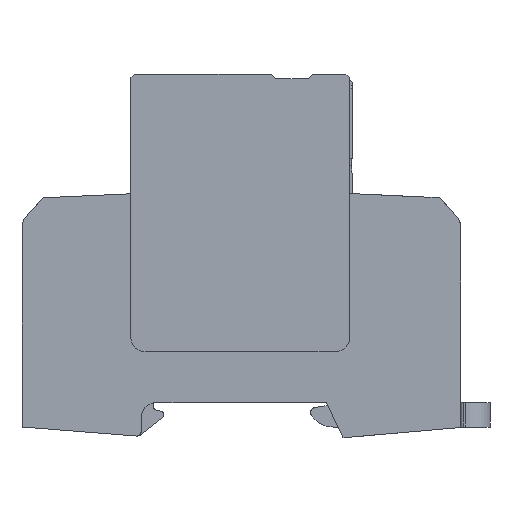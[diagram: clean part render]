
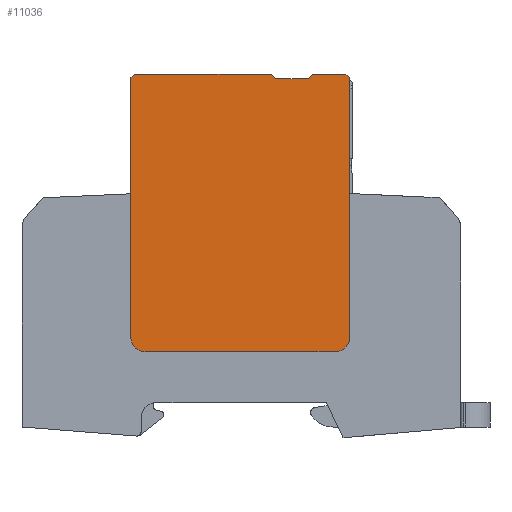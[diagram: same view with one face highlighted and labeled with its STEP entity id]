
A CAD part, left-side view. The second image highlights one B-rep face of the part: STEP entity #11036.
In plain terms, the highlighted planar face has unit normal (-1, 0, 0).
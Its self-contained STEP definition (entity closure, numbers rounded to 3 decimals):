
#10939=AXIS2_PLACEMENT_3D('Plane Axis2P3D',#10936,#10937,#10938) ;
#10754=CARTESIAN_POINT('Vertex',(0.,44.06,73.853)) ;
#10768=CARTESIAN_POINT('Vertex',(0.,44.96,74.753)) ;
#10771=CARTESIAN_POINT('Line Origine',(0.,44.51,74.303)) ;
#10909=CARTESIAN_POINT('Line Origine',(0.,73.485,74.378)) ;
#10913=CARTESIAN_POINT('Vertex',(0.,73.86,74.003)) ;
#10915=CARTESIAN_POINT('Vertex',(0.,73.11,74.753)) ;
#10936=CARTESIAN_POINT('Axis2P3D Location',(0.,72.86,17.703)) ;
#10942=CARTESIAN_POINT('Control Point',(0.,73.86,74.003)) ;
#10943=CARTESIAN_POINT('Control Point',(0.,73.86,63.343)) ;
#10944=CARTESIAN_POINT('Control Point',(0.,73.86,52.683)) ;
#10945=CARTESIAN_POINT('Control Point',(0.,73.86,42.023)) ;
#10946=CARTESIAN_POINT('Control Point',(0.,73.86,31.363)) ;
#10947=CARTESIAN_POINT('Control Point',(0.,73.86,20.703)) ;
#10948=CARTESIAN_POINT('Vertex',(0.,73.86,20.703)) ;
#10952=CARTESIAN_POINT('Control Point',(0.,73.86,20.703)) ;
#10953=CARTESIAN_POINT('Control Point',(0.,73.86,19.76)) ;
#10954=CARTESIAN_POINT('Control Point',(0.,73.491,18.817)) ;
#10955=CARTESIAN_POINT('Control Point',(0.,72.746,18.072)) ;
#10956=CARTESIAN_POINT('Control Point',(0.,71.803,17.703)) ;
#10957=CARTESIAN_POINT('Control Point',(0.,70.86,17.703)) ;
#10958=CARTESIAN_POINT('Vertex',(0.,70.86,17.703)) ;
#10962=CARTESIAN_POINT('Control Point',(0.,70.86,17.703)) ;
#10963=CARTESIAN_POINT('Control Point',(0.,63.06,17.703)) ;
#10964=CARTESIAN_POINT('Control Point',(0.,55.26,17.703)) ;
#10965=CARTESIAN_POINT('Control Point',(0.,47.46,17.703)) ;
#10966=CARTESIAN_POINT('Control Point',(0.,39.66,17.703)) ;
#10967=CARTESIAN_POINT('Control Point',(0.,31.86,17.703)) ;
#10968=CARTESIAN_POINT('Vertex',(0.,31.86,17.703)) ;
#10972=CARTESIAN_POINT('Control Point',(0.,31.86,17.703)) ;
#10973=CARTESIAN_POINT('Control Point',(0.,30.918,17.703)) ;
#10974=CARTESIAN_POINT('Control Point',(0.,29.975,18.072)) ;
#10975=CARTESIAN_POINT('Control Point',(0.,29.229,18.817)) ;
#10976=CARTESIAN_POINT('Control Point',(0.,28.86,19.76)) ;
#10977=CARTESIAN_POINT('Control Point',(0.,28.86,20.703)) ;
#10978=CARTESIAN_POINT('Vertex',(0.,28.86,20.703)) ;
#10982=CARTESIAN_POINT('Control Point',(0.,28.86,20.703)) ;
#10983=CARTESIAN_POINT('Control Point',(0.,28.86,31.363)) ;
#10984=CARTESIAN_POINT('Control Point',(0.,28.86,42.023)) ;
#10985=CARTESIAN_POINT('Control Point',(0.,28.86,52.683)) ;
#10986=CARTESIAN_POINT('Control Point',(0.,28.86,63.343)) ;
#10987=CARTESIAN_POINT('Control Point',(0.,28.86,74.003)) ;
#10988=CARTESIAN_POINT('Vertex',(0.,28.86,74.003)) ;
#10991=CARTESIAN_POINT('Line Origine',(0.,29.235,74.378)) ;
#10995=CARTESIAN_POINT('Vertex',(0.,29.61,74.753)) ;
#10998=CARTESIAN_POINT('Line Origine',(0.,33.035,74.753)) ;
#11002=CARTESIAN_POINT('Vertex',(0.,36.46,74.753)) ;
#11005=CARTESIAN_POINT('Line Origine',(0.,36.91,74.303)) ;
#11009=CARTESIAN_POINT('Vertex',(0.,37.36,73.853)) ;
#11012=CARTESIAN_POINT('Line Origine',(0.,40.71,73.853)) ;
#11017=CARTESIAN_POINT('Line Origine',(0.,59.035,74.753)) ;
#10772=DIRECTION('Vector Direction',(0.,0.707,0.707)) ;
#10910=DIRECTION('Vector Direction',(0.,-0.707,0.707)) ;
#10937=DIRECTION('Axis2P3D Direction',(-1.,0.,0.)) ;
#10938=DIRECTION('Axis2P3D XDirection',(0.,1.,0.)) ;
#10992=DIRECTION('Vector Direction',(0.,-0.707,-0.707)) ;
#10999=DIRECTION('Vector Direction',(0.,1.,0.)) ;
#11006=DIRECTION('Vector Direction',(0.,0.707,-0.707)) ;
#11013=DIRECTION('Vector Direction',(0.,1.,0.)) ;
#11018=DIRECTION('Vector Direction',(0.,1.,0.)) ;
#10773=VECTOR('Line Direction',#10772,1.) ;
#10911=VECTOR('Line Direction',#10910,1.) ;
#10993=VECTOR('Line Direction',#10992,1.) ;
#11000=VECTOR('Line Direction',#10999,1.) ;
#11007=VECTOR('Line Direction',#11006,1.) ;
#11014=VECTOR('Line Direction',#11013,1.) ;
#11019=VECTOR('Line Direction',#11018,1.) ;
#11023=ORIENTED_EDGE('',*,*,#10950,.T.) ;
#11024=ORIENTED_EDGE('',*,*,#10960,.T.) ;
#11025=ORIENTED_EDGE('',*,*,#10970,.T.) ;
#11026=ORIENTED_EDGE('',*,*,#10980,.T.) ;
#11027=ORIENTED_EDGE('',*,*,#10990,.T.) ;
#11028=ORIENTED_EDGE('',*,*,#10997,.F.) ;
#11029=ORIENTED_EDGE('',*,*,#11004,.T.) ;
#11030=ORIENTED_EDGE('',*,*,#11011,.T.) ;
#11031=ORIENTED_EDGE('',*,*,#11016,.T.) ;
#11032=ORIENTED_EDGE('',*,*,#10775,.T.) ;
#11033=ORIENTED_EDGE('',*,*,#11021,.T.) ;
#11034=ORIENTED_EDGE('',*,*,#10917,.F.) ;
#11036=ADVANCED_FACE('ABLEITER_1',(#11035),#10940,.T.) ;
#10941=B_SPLINE_CURVE_WITH_KNOTS('',5,(#10942,#10943,#10944,#10945,#10946,#10947),.UNSPECIFIED.,.F.,.U.,(6,6),(0.65,53.95),.UNSPECIFIED.) ;
#10951=B_SPLINE_CURVE_WITH_KNOTS('',5,(#10952,#10953,#10954,#10955,#10956,#10957),.UNSPECIFIED.,.F.,.U.,(6,6),(0.,4.965),.UNSPECIFIED.) ;
#10961=B_SPLINE_CURVE_WITH_KNOTS('',5,(#10962,#10963,#10964,#10965,#10966,#10967),.UNSPECIFIED.,.F.,.U.,(6,6),(0.,39.),.UNSPECIFIED.) ;
#10971=B_SPLINE_CURVE_WITH_KNOTS('',5,(#10972,#10973,#10974,#10975,#10976,#10977),.UNSPECIFIED.,.F.,.U.,(6,6),(0.,4.965),.UNSPECIFIED.) ;
#10981=B_SPLINE_CURVE_WITH_KNOTS('',5,(#10982,#10983,#10984,#10985,#10986,#10987),.UNSPECIFIED.,.F.,.U.,(6,6),(0.,53.3),.UNSPECIFIED.) ;
#10775=EDGE_CURVE('',#10755,#10769,#10774,.T.) ;
#10917=EDGE_CURVE('',#10914,#10916,#10912,.T.) ;
#10950=EDGE_CURVE('',#10914,#10949,#10941,.T.) ;
#10960=EDGE_CURVE('',#10949,#10959,#10951,.T.) ;
#10970=EDGE_CURVE('',#10959,#10969,#10961,.T.) ;
#10980=EDGE_CURVE('',#10969,#10979,#10971,.T.) ;
#10990=EDGE_CURVE('',#10979,#10989,#10981,.T.) ;
#10997=EDGE_CURVE('',#10996,#10989,#10994,.T.) ;
#11004=EDGE_CURVE('',#10996,#11003,#11001,.T.) ;
#11011=EDGE_CURVE('',#11003,#11010,#11008,.T.) ;
#11016=EDGE_CURVE('',#11010,#10755,#11015,.T.) ;
#11021=EDGE_CURVE('',#10769,#10916,#11020,.T.) ;
#11022=EDGE_LOOP('',(#11023,#11024,#11025,#11026,#11027,#11028,#11029,#11030,#11031,#11032,#11033,#11034)) ;
#11035=FACE_OUTER_BOUND('',#11022,.T.) ;
#10774=LINE('Line',#10771,#10773) ;
#10912=LINE('Line',#10909,#10911) ;
#10994=LINE('Line',#10991,#10993) ;
#11001=LINE('Line',#10998,#11000) ;
#11008=LINE('Line',#11005,#11007) ;
#11015=LINE('Line',#11012,#11014) ;
#11020=LINE('Line',#11017,#11019) ;
#10940=PLANE('',#10939) ;
#10755=VERTEX_POINT('',#10754) ;
#10769=VERTEX_POINT('',#10768) ;
#10914=VERTEX_POINT('',#10913) ;
#10916=VERTEX_POINT('',#10915) ;
#10949=VERTEX_POINT('',#10948) ;
#10959=VERTEX_POINT('',#10958) ;
#10969=VERTEX_POINT('',#10968) ;
#10979=VERTEX_POINT('',#10978) ;
#10989=VERTEX_POINT('',#10988) ;
#10996=VERTEX_POINT('',#10995) ;
#11003=VERTEX_POINT('',#11002) ;
#11010=VERTEX_POINT('',#11009) ;
